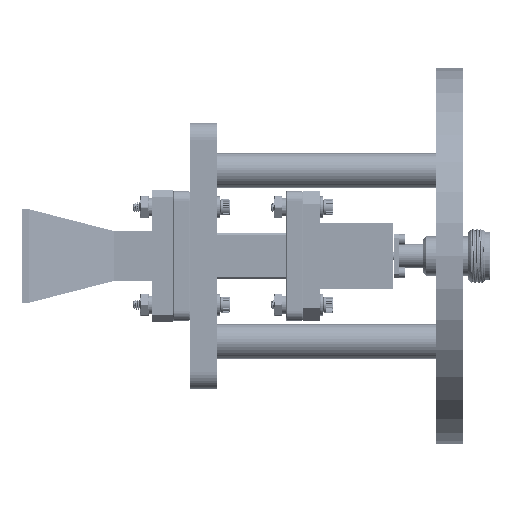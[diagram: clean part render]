
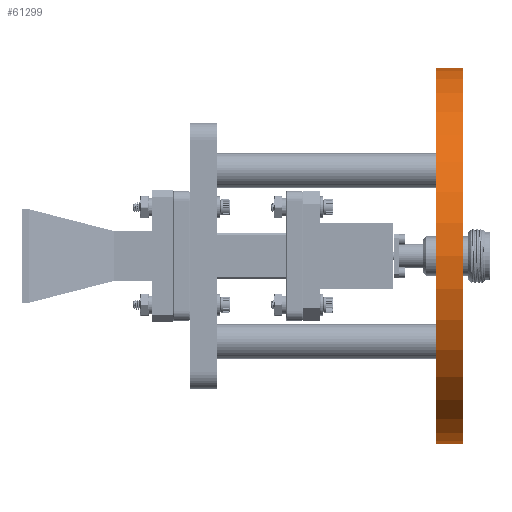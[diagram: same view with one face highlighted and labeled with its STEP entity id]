
A CAD part, left-side view. The second image highlights one B-rep face of the part: STEP entity #61299.
In plain terms, the highlighted cylindrical face has radius 55 mm (diameter 110 mm), a partial arc.
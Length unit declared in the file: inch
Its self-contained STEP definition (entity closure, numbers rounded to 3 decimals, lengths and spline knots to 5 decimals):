
#4996 = CIRCLE ( 'NONE', #64182, 2.16535 ) ;
#5106 = CARTESIAN_POINT ( 'NONE',  ( 0., 0.31496, 2.16535 ) ) ;
#5128 = VERTEX_POINT ( 'NONE', #39936 ) ;
#6056 = AXIS2_PLACEMENT_3D ( 'NONE', #48080, #38112, #47760 ) ;
#8675 = VECTOR ( 'NONE', #44858, 39.37008 ) ;
#9467 = LINE ( 'NONE', #40188, #8675 ) ;
#9927 = VECTOR ( 'NONE', #55557, 39.37008 ) ;
#10561 = ORIENTED_EDGE ( 'NONE', *, *, #43339, .T. ) ;
#11218 = LINE ( 'NONE', #20764, #9927 ) ;
#11959 = CARTESIAN_POINT ( 'NONE',  ( 0., 0.31496, -2.16535 ) ) ;
#14036 = ORIENTED_EDGE ( 'NONE', *, *, #46804, .F. ) ;
#15501 = ORIENTED_EDGE ( 'NONE', *, *, #15566, .F. ) ;
#15566 = EDGE_CURVE ( 'NONE', #34236, #38473, #4996, .T. ) ;
#20764 = CARTESIAN_POINT ( 'NONE',  ( 0., 0.31496, -2.16535 ) ) ;
#21845 = CIRCLE ( 'NONE', #6056, 2.16535 ) ;
#22896 = EDGE_CURVE ( 'NONE', #5128, #24678, #21845, .T. ) ;
#24678 = VERTEX_POINT ( 'NONE', #47384 ) ;
#28893 = CARTESIAN_POINT ( 'NONE',  ( 0., 0.31496, 0. ) ) ;
#34236 = VERTEX_POINT ( 'NONE', #5106 ) ;
#34939 = CARTESIAN_POINT ( 'NONE',  ( 0., 0.31496, 0. ) ) ;
#34942 = EDGE_LOOP ( 'NONE', ( #15501, #10561, #65458, #14036 ) ) ;
#36866 = AXIS2_PLACEMENT_3D ( 'NONE', #28893, #63680, #64314 ) ;
#38112 = DIRECTION ( 'NONE',  ( 0., 1., 0. ) ) ;
#38473 = VERTEX_POINT ( 'NONE', #11959 ) ;
#39936 = CARTESIAN_POINT ( 'NONE',  ( 0., 0., 2.16535 ) ) ;
#40188 = CARTESIAN_POINT ( 'NONE',  ( 0., 0.31496, 2.16535 ) ) ;
#43339 = EDGE_CURVE ( 'NONE', #34236, #5128, #9467, .T. ) ;
#44858 = DIRECTION ( 'NONE',  ( 0., -1., 0. ) ) ;
#46804 = EDGE_CURVE ( 'NONE', #38473, #24678, #11218, .T. ) ;
#47384 = CARTESIAN_POINT ( 'NONE',  ( 0., 0., -2.16535 ) ) ;
#47760 = DIRECTION ( 'NONE',  ( 0., 0., 1. ) ) ;
#48080 = CARTESIAN_POINT ( 'NONE',  ( 0., 0., 0. ) ) ;
#48779 = FACE_OUTER_BOUND ( 'NONE', #34942, .T. ) ;
#55557 = DIRECTION ( 'NONE',  ( 0., -1., 0. ) ) ;
#59055 = CYLINDRICAL_SURFACE ( 'NONE', #36866, 2.16535 ) ;
#61299 = ADVANCED_FACE ( 'NONE', ( #48779 ), #59055, .T. ) ;
#63680 = DIRECTION ( 'NONE',  ( 0., -1., 0. ) ) ;
#64182 = AXIS2_PLACEMENT_3D ( 'NONE', #34939, #64436, #64763 ) ;
#64314 = DIRECTION ( 'NONE',  ( 0., 0., -1. ) ) ;
#64436 = DIRECTION ( 'NONE',  ( 0., 1., 0. ) ) ;
#64763 = DIRECTION ( 'NONE',  ( 0., 0., 1. ) ) ;
#65458 = ORIENTED_EDGE ( 'NONE', *, *, #22896, .T. ) ;
